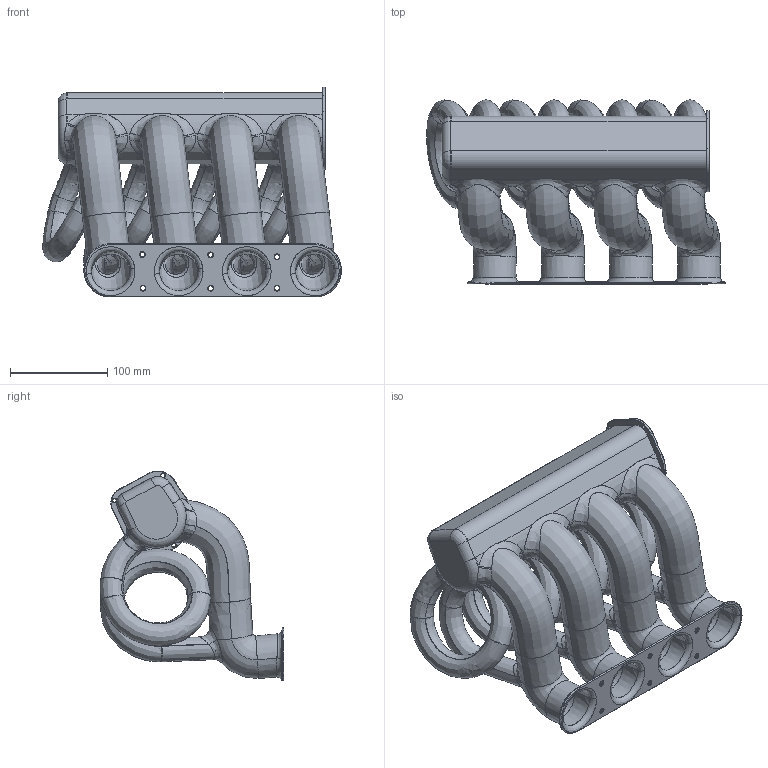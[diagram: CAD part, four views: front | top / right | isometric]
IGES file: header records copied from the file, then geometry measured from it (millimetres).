
Start section: START RECORD GO HERE.
Global section: file name: modified final igs.igs; native system: DASSAULT SYSTEMES CATIA V5 R21 - www.3ds.com; preprocessor: CATIA Version 5 Release 21 ; author: Anuj; organization: Anuj-PC; date: 20160605.043620; units: millimetre
Bounding box: 307.21 x 189.16 x 215.86 mm (x, y, z)
Surface area: 611357.2 mm2 (no closed solid volume)
Topology: 0 solids, 0 shells, 415 faces, 2000 edges, 2000 vertices
Faces by surface type: bspline 221, revolution 162, plane 16, extrusion 16
